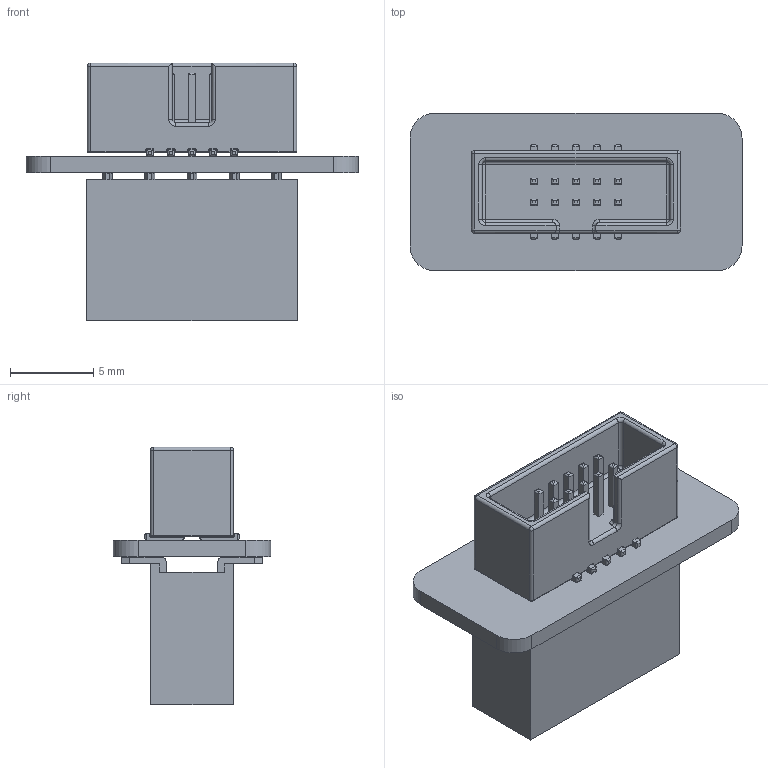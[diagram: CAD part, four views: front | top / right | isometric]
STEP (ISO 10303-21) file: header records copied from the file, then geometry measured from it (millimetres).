
FILE_DESCRIPTION(('Open CASCADE Model'),'2;1');
FILE_NAME('Open CASCADE Shape Model','2019-05-29T15:13:04',('Author'),( 'Open CASCADE'),'Open CASCADE STEP processor 6.8','Open CASCADE 6.8' ,'Unknown');
FILE_SCHEMA(('AUTOMOTIVE_DESIGN { 1 0 10303 214 1 1 1 1 }'));
Length unit declared in the file: millimetre
Products named in the file (8): PCB; Board; Open CASCADE STEP translator 6.8 2.1.1; Free-Models; IDCHeader2x5pin1.27mm; BG210-10-X-X-X_revC_RGB0; BG210-Contact; BG210-5way_insulator
Assembly tree (16 placements, depth 4):
  PCB
    Board
      Open CASCADE STEP translator 6.8 2.1.1
    Free-Models
      IDCHeader2x5pin1.27mm
      BG210-10-X-X-X_revC_RGB0
        BG210-Contact  x10
        BG210-5way_insulator
Bounding box: 20 x 9.5 x 15.53 mm (x, y, z)
Volume: 775.3 mm3; surface area: 1785.7 mm2
Topology: 13 solids, 13 shells, 650 faces, 1628 edges, 1006 vertices
Faces by surface type: plane 400, cylinder 210, torus 32, sphere 8
Full cylindrical faces by diameter (mm): 1 x2
Entity records: 17431 total; most frequent: CARTESIAN_POINT 3107, ORIENTED_EDGE 2700, DIRECTION 2552, EDGE_CURVE 1350, LINE 1018, VECTOR 1018, VERTEX_POINT 826, AXIS2_PLACEMENT_3D 767
